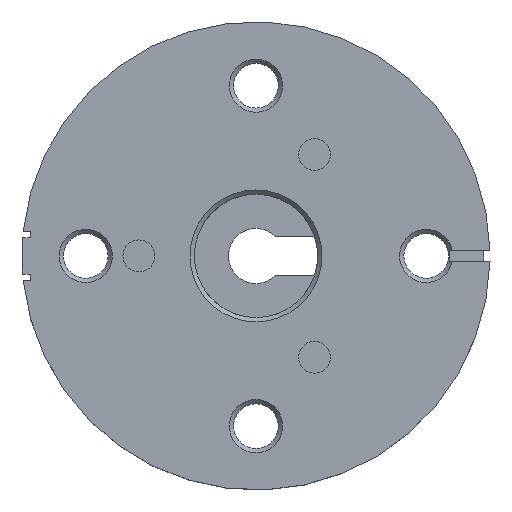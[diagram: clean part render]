
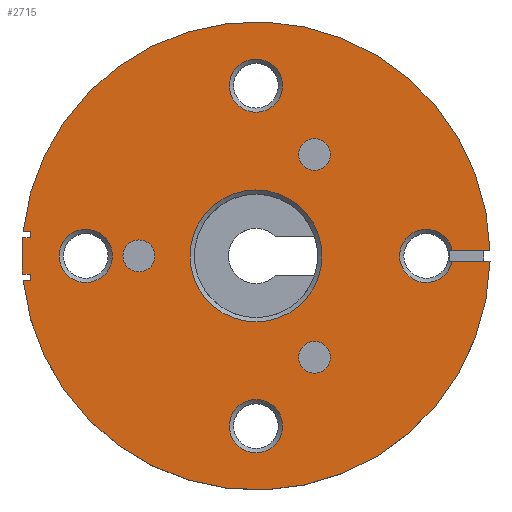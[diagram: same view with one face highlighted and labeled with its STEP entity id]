
A CAD part, top view. The second image highlights one B-rep face of the part: STEP entity #2715.
In plain terms, the highlighted planar face has unit normal (0, 0, 1).
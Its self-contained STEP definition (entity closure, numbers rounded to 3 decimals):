
#176=LINE('',#4113,#432);
#179=LINE('',#4121,#435);
#180=LINE('',#4125,#436);
#181=LINE('',#4127,#437);
#182=LINE('',#4129,#438);
#183=LINE('',#4132,#439);
#184=LINE('',#4134,#440);
#185=LINE('',#4138,#441);
#432=VECTOR('',#3271,0.367);
#435=VECTOR('',#3278,10.);
#436=VECTOR('',#3281,0.34);
#437=VECTOR('',#3282,0.3);
#438=VECTOR('',#3283,0.367);
#439=VECTOR('',#3286,0.3);
#440=VECTOR('',#3287,0.34);
#441=VECTOR('',#3290,10.);
#656=FACE_BOUND('',#837,.T.);
#657=FACE_BOUND('',#838,.T.);
#658=FACE_BOUND('',#839,.T.);
#659=FACE_BOUND('',#840,.T.);
#660=FACE_BOUND('',#841,.T.);
#661=FACE_BOUND('',#842,.T.);
#662=FACE_BOUND('',#843,.T.);
#673=FACE_OUTER_BOUND('',#836,.T.);
#836=EDGE_LOOP('',(#1870,#1871,#1872,#1873,#1874,#1875,#1876,#1877,#1878,
#1879,#1880,#1881,#1882));
#837=EDGE_LOOP('',(#1883));
#838=EDGE_LOOP('',(#1884,#1885));
#839=EDGE_LOOP('',(#1886));
#840=EDGE_LOOP('',(#1887));
#841=EDGE_LOOP('',(#1888,#1889));
#842=EDGE_LOOP('',(#1890,#1891));
#843=EDGE_LOOP('',(#1892,#1893));
#1024=CIRCLE('',#2917,1.25);
#1025=CIRCLE('',#2918,11.);
#1026=CIRCLE('',#2919,11.);
#1027=CIRCLE('',#2920,11.);
#1028=CIRCLE('',#2921,1.25);
#1029=CIRCLE('',#2922,1.25);
#1030=CIRCLE('',#2923,1.25);
#1031=CIRCLE('',#2924,1.25);
#1032=CIRCLE('',#2925,1.25);
#1033=CIRCLE('',#2926,3.1);
#1034=CIRCLE('',#2927,0.75);
#1035=CIRCLE('',#2928,0.75);
#1036=CIRCLE('',#2929,0.75);
#1037=CIRCLE('',#2930,0.75);
#1038=CIRCLE('',#2931,0.75);
#1039=CIRCLE('',#2932,0.75);
#1165=VERTEX_POINT('',#4111);
#1166=VERTEX_POINT('',#4112);
#1167=VERTEX_POINT('',#4117);
#1168=VERTEX_POINT('',#4118);
#1169=VERTEX_POINT('',#4120);
#1170=VERTEX_POINT('',#4122);
#1171=VERTEX_POINT('',#4124);
#1172=VERTEX_POINT('',#4126);
#1173=VERTEX_POINT('',#4128);
#1174=VERTEX_POINT('',#4131);
#1175=VERTEX_POINT('',#4133);
#1176=VERTEX_POINT('',#4135);
#1177=VERTEX_POINT('',#4137);
#1178=VERTEX_POINT('',#4140);
#1179=VERTEX_POINT('',#4142);
#1180=VERTEX_POINT('',#4143);
#1181=VERTEX_POINT('',#4146);
#1182=VERTEX_POINT('',#4148);
#1183=VERTEX_POINT('',#4150);
#1184=VERTEX_POINT('',#4151);
#1185=VERTEX_POINT('',#4154);
#1186=VERTEX_POINT('',#4155);
#1187=VERTEX_POINT('',#4158);
#1188=VERTEX_POINT('',#4159);
#1443=EDGE_CURVE('',#1165,#1166,#176,.T.);
#1446=EDGE_CURVE('',#1167,#1168,#1024,.T.);
#1447=EDGE_CURVE('',#1167,#1169,#179,.T.);
#1448=EDGE_CURVE('',#1170,#1169,#1025,.T.);
#1449=EDGE_CURVE('',#1170,#1171,#180,.T.);
#1450=EDGE_CURVE('',#1171,#1172,#181,.T.);
#1451=EDGE_CURVE('',#1172,#1173,#182,.T.);
#1452=EDGE_CURVE('',#1165,#1173,#1026,.T.);
#1453=EDGE_CURVE('',#1166,#1174,#183,.T.);
#1454=EDGE_CURVE('',#1174,#1175,#184,.T.);
#1455=EDGE_CURVE('',#1176,#1175,#1027,.T.);
#1456=EDGE_CURVE('',#1176,#1177,#185,.T.);
#1457=EDGE_CURVE('',#1168,#1177,#1028,.T.);
#1458=EDGE_CURVE('',#1178,#1178,#1029,.T.);
#1459=EDGE_CURVE('',#1179,#1180,#1030,.T.);
#1460=EDGE_CURVE('',#1180,#1179,#1031,.T.);
#1461=EDGE_CURVE('',#1181,#1181,#1032,.T.);
#1462=EDGE_CURVE('',#1182,#1182,#1033,.T.);
#1463=EDGE_CURVE('',#1183,#1184,#1034,.T.);
#1464=EDGE_CURVE('',#1184,#1183,#1035,.T.);
#1465=EDGE_CURVE('',#1185,#1186,#1036,.T.);
#1466=EDGE_CURVE('',#1186,#1185,#1037,.T.);
#1467=EDGE_CURVE('',#1187,#1188,#1038,.T.);
#1468=EDGE_CURVE('',#1188,#1187,#1039,.T.);
#1870=ORIENTED_EDGE('',*,*,#1446,.F.);
#1871=ORIENTED_EDGE('',*,*,#1447,.T.);
#1872=ORIENTED_EDGE('',*,*,#1448,.F.);
#1873=ORIENTED_EDGE('',*,*,#1449,.T.);
#1874=ORIENTED_EDGE('',*,*,#1450,.T.);
#1875=ORIENTED_EDGE('',*,*,#1451,.T.);
#1876=ORIENTED_EDGE('',*,*,#1452,.F.);
#1877=ORIENTED_EDGE('',*,*,#1443,.T.);
#1878=ORIENTED_EDGE('',*,*,#1453,.T.);
#1879=ORIENTED_EDGE('',*,*,#1454,.T.);
#1880=ORIENTED_EDGE('',*,*,#1455,.F.);
#1881=ORIENTED_EDGE('',*,*,#1456,.T.);
#1882=ORIENTED_EDGE('',*,*,#1457,.F.);
#1883=ORIENTED_EDGE('',*,*,#1458,.F.);
#1884=ORIENTED_EDGE('',*,*,#1459,.F.);
#1885=ORIENTED_EDGE('',*,*,#1460,.F.);
#1886=ORIENTED_EDGE('',*,*,#1461,.F.);
#1887=ORIENTED_EDGE('',*,*,#1462,.F.);
#1888=ORIENTED_EDGE('',*,*,#1463,.F.);
#1889=ORIENTED_EDGE('',*,*,#1464,.F.);
#1890=ORIENTED_EDGE('',*,*,#1465,.F.);
#1891=ORIENTED_EDGE('',*,*,#1466,.F.);
#1892=ORIENTED_EDGE('',*,*,#1467,.F.);
#1893=ORIENTED_EDGE('',*,*,#1468,.F.);
#2613=PLANE('',#2916);
#2715=ADVANCED_FACE('',(#673,#656,#657,#658,#659,#660,#661,#662),#2613,
 .T.);
#2916=AXIS2_PLACEMENT_3D('',#4116,#3274,#3275);
#2917=AXIS2_PLACEMENT_3D('',#4119,#3276,#3277);
#2918=AXIS2_PLACEMENT_3D('',#4123,#3279,#3280);
#2919=AXIS2_PLACEMENT_3D('',#4130,#3284,#3285);
#2920=AXIS2_PLACEMENT_3D('',#4136,#3288,#3289);
#2921=AXIS2_PLACEMENT_3D('',#4139,#3291,#3292);
#2922=AXIS2_PLACEMENT_3D('',#4141,#3293,#3294);
#2923=AXIS2_PLACEMENT_3D('',#4144,#3295,#3296);
#2924=AXIS2_PLACEMENT_3D('',#4145,#3297,#3298);
#2925=AXIS2_PLACEMENT_3D('',#4147,#3299,#3300);
#2926=AXIS2_PLACEMENT_3D('',#4149,#3301,#3302);
#2927=AXIS2_PLACEMENT_3D('',#4152,#3303,#3304);
#2928=AXIS2_PLACEMENT_3D('',#4153,#3305,#3306);
#2929=AXIS2_PLACEMENT_3D('',#4156,#3307,#3308);
#2930=AXIS2_PLACEMENT_3D('',#4157,#3309,#3310);
#2931=AXIS2_PLACEMENT_3D('',#4160,#3311,#3312);
#2932=AXIS2_PLACEMENT_3D('',#4161,#3313,#3314);
#3271=DIRECTION('',(1.,0.,0.));
#3274=DIRECTION('center_axis',(0.,0.,1.));
#3275=DIRECTION('ref_axis',(-1.,0.,0.));
#3276=DIRECTION('center_axis',(0.,0.,1.));
#3277=DIRECTION('ref_axis',(0.98,0.198,0.));
#3278=DIRECTION('',(1.,0.,0.));
#3279=DIRECTION('center_axis',(0.,0.,-1.));
#3280=DIRECTION('ref_axis',(-0.995,0.105,0.));
#3281=DIRECTION('',(1.,0.,0.));
#3282=DIRECTION('',(0.,-1.,0.));
#3283=DIRECTION('',(-1.,0.,0.));
#3284=DIRECTION('center_axis',(0.,0.,-1.));
#3285=DIRECTION('ref_axis',(-1.,0.,0.));
#3286=DIRECTION('',(0.,-1.,0.));
#3287=DIRECTION('',(-1.,0.,0.));
#3288=DIRECTION('center_axis',(0.,0.,-1.));
#3289=DIRECTION('ref_axis',(1.,-0.022,0.));
#3290=DIRECTION('',(-1.,0.,0.));
#3291=DIRECTION('center_axis',(0.,0.,1.));
#3292=DIRECTION('ref_axis',(0.98,0.198,0.));
#3293=DIRECTION('center_axis',(0.,0.,1.));
#3294=DIRECTION('ref_axis',(0.,-1.,0.));
#3295=DIRECTION('center_axis',(0.,0.,1.));
#3296=DIRECTION('ref_axis',(0.,1.,0.));
#3297=DIRECTION('center_axis',(0.,0.,1.));
#3298=DIRECTION('ref_axis',(0.,1.,0.));
#3299=DIRECTION('center_axis',(0.,0.,1.));
#3300=DIRECTION('ref_axis',(0.,-1.,0.));
#3301=DIRECTION('center_axis',(0.,0.,1.));
#3302=DIRECTION('ref_axis',(1.,0.,0.));
#3303=DIRECTION('center_axis',(0.,0.,1.));
#3304=DIRECTION('ref_axis',(0.,-1.,0.));
#3305=DIRECTION('center_axis',(0.,0.,1.));
#3306=DIRECTION('ref_axis',(0.,-1.,0.));
#3307=DIRECTION('center_axis',(0.,0.,1.));
#3308=DIRECTION('ref_axis',(0.,-1.,0.));
#3309=DIRECTION('center_axis',(0.,0.,1.));
#3310=DIRECTION('ref_axis',(0.,-1.,0.));
#3311=DIRECTION('center_axis',(0.,0.,1.));
#3312=DIRECTION('ref_axis',(0.,-1.,0.));
#3313=DIRECTION('center_axis',(0.,0.,1.));
#3314=DIRECTION('ref_axis',(0.,-1.,0.));
#4111=CARTESIAN_POINT('',(-10.967,-0.85,1.84));
#4112=CARTESIAN_POINT('',(-10.6,-0.85,1.84));
#4113=CARTESIAN_POINT('',(-10.967,-0.85,1.84));
#4116=CARTESIAN_POINT('Origin',(0.,0.,1.84));
#4117=CARTESIAN_POINT('',(9.225,0.247,1.84));
#4118=CARTESIAN_POINT('',(8.,1.25,1.84));
#4119=CARTESIAN_POINT('Origin',(8.,0.,1.84));
#4120=CARTESIAN_POINT('',(10.997,0.247,1.84));
#4121=CARTESIAN_POINT('',(5.499,0.247,1.84));
#4122=CARTESIAN_POINT('',(-10.94,1.15,1.84));
#4123=CARTESIAN_POINT('Origin',(0.,0.,1.84));
#4124=CARTESIAN_POINT('',(-10.6,1.15,1.84));
#4125=CARTESIAN_POINT('',(-10.94,1.15,1.84));
#4126=CARTESIAN_POINT('',(-10.6,0.85,1.84));
#4127=CARTESIAN_POINT('',(-10.6,1.15,1.84));
#4128=CARTESIAN_POINT('',(-10.967,0.85,1.84));
#4129=CARTESIAN_POINT('',(-10.6,0.85,1.84));
#4130=CARTESIAN_POINT('Origin',(0.,0.,1.84));
#4131=CARTESIAN_POINT('',(-10.6,-1.15,1.84));
#4132=CARTESIAN_POINT('',(-10.6,-0.85,1.84));
#4133=CARTESIAN_POINT('',(-10.94,-1.15,1.84));
#4134=CARTESIAN_POINT('',(-10.6,-1.15,1.84));
#4135=CARTESIAN_POINT('',(10.997,-0.247,1.84));
#4136=CARTESIAN_POINT('Origin',(0.,0.,1.84));
#4137=CARTESIAN_POINT('',(9.225,-0.247,1.84));
#4138=CARTESIAN_POINT('',(5.349,-0.247,1.84));
#4139=CARTESIAN_POINT('Origin',(8.,0.,1.84));
#4140=CARTESIAN_POINT('',(0.,-6.75,1.84));
#4141=CARTESIAN_POINT('Origin',(0.,-8.,1.84));
#4142=CARTESIAN_POINT('',(-8.,-1.25,1.84));
#4143=CARTESIAN_POINT('',(-8.,1.25,1.84));
#4144=CARTESIAN_POINT('Origin',(-8.,0.,1.84));
#4145=CARTESIAN_POINT('Origin',(-8.,0.,1.84));
#4146=CARTESIAN_POINT('',(0.,9.25,1.84));
#4147=CARTESIAN_POINT('Origin',(0.,8.,1.84));
#4148=CARTESIAN_POINT('',(0.,3.1,1.84));
#4149=CARTESIAN_POINT('Origin',(0.,0.,1.84));
#4150=CARTESIAN_POINT('',(2.75,-5.513,1.84));
#4151=CARTESIAN_POINT('',(2.75,-4.013,1.84));
#4152=CARTESIAN_POINT('Origin',(2.75,-4.763,1.84));
#4153=CARTESIAN_POINT('Origin',(2.75,-4.763,1.84));
#4154=CARTESIAN_POINT('',(2.75,4.013,1.84));
#4155=CARTESIAN_POINT('',(2.75,5.513,1.84));
#4156=CARTESIAN_POINT('Origin',(2.75,4.763,1.84));
#4157=CARTESIAN_POINT('Origin',(2.75,4.763,1.84));
#4158=CARTESIAN_POINT('',(-5.5,-0.75,1.84));
#4159=CARTESIAN_POINT('',(-5.5,0.75,1.84));
#4160=CARTESIAN_POINT('Origin',(-5.5,0.,1.84));
#4161=CARTESIAN_POINT('Origin',(-5.5,0.,1.84));
